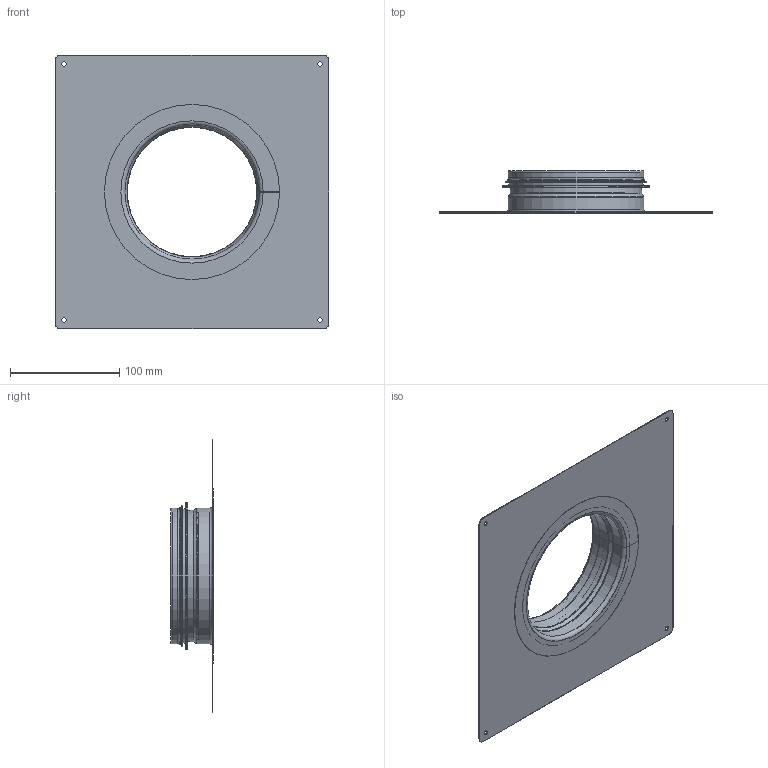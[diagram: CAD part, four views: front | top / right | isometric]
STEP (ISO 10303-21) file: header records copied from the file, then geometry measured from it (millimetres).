
FILE_DESCRIPTION((''),'2;1');
FILE_NAME('HTP-125.stp','2014-03-06T13:32:16',(''),(''),'Autodesk Inventor 2013','Autodesk Inventor 2013','');
FILE_SCHEMA(('AUTOMOTIVE_DESIGN { 1 2 10303 214 0 1 1 1 }'));
Length unit declared in the file: millimetre
Products named in the file (5): HTP-125; HSK-125; HSK-Rörämne-04; 999004; PlattaTäckplåt-125
Assembly tree (4 placements, depth 3):
  HTP-125
    HSK-125
      HSK-Rörämne-04
      999004
    PlattaTäckplåt-125
Bounding box: 250 x 39 x 250 mm (x, y, z)
Volume: 58868.6 mm3; surface area: 166095.3 mm2
Topology: 3 solids, 3 shells, 80 faces, 164 edges, 93 vertices
Faces by surface type: plane 36, cylinder 22, torus 16, cone 6
Full cylindrical faces by diameter (mm): 4 x4, 118.25 x1, 119.25 x1, 120.45 x1, 123.05 x5, 124.05 x2, 129.45 x1, 134.45 x1, 139 x1, 160 x1
Entity records: 2247 total; most frequent: DIRECTION 404, CARTESIAN_POINT 327, ORIENTED_EDGE 290, AXIS2_PLACEMENT_3D 170, EDGE_CURVE 145, EDGE_LOOP 114, VERTEX_POINT 93, STYLED_ITEM 83
